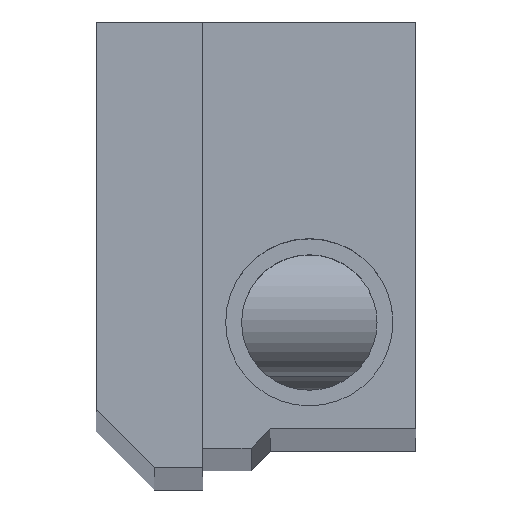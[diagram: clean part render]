
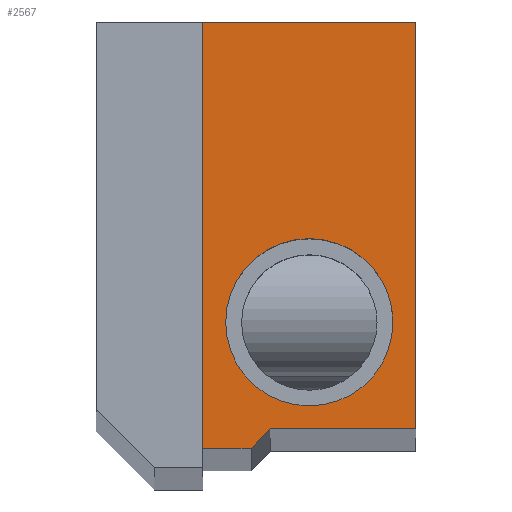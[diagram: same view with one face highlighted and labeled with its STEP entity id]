
A CAD part, top view. The second image highlights one B-rep face of the part: STEP entity #2567.
In plain terms, the highlighted planar face has unit normal (0, 0, 1).
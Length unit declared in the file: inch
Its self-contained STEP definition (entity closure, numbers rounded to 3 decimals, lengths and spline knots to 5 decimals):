
#172=FACE_BOUND('',#563,.T.);
#247=PLANE('',#2889);
#369=FACE_OUTER_BOUND('',#562,.T.);
#562=EDGE_LOOP('',(#2072,#2073,#2074,#2075,#2076,#2077));
#563=EDGE_LOOP('',(#2078));
#725=LINE('',#4023,#866);
#770=LINE('',#4276,#911);
#774=LINE('',#4284,#915);
#777=LINE('',#4289,#918);
#779=LINE('',#4293,#920);
#782=LINE('',#4298,#923);
#866=VECTOR('',#3164,0.3937);
#911=VECTOR('',#3455,0.3937);
#915=VECTOR('',#3461,0.3937);
#918=VECTOR('',#3466,0.3937);
#920=VECTOR('',#3470,0.3937);
#923=VECTOR('',#3475,0.3937);
#1009=CIRCLE('',#2755,0.27);
#1203=VERTEX_POINT('',#4007);
#1207=VERTEX_POINT('',#4021);
#1208=VERTEX_POINT('',#4022);
#1292=VERTEX_POINT('',#4274);
#1293=VERTEX_POINT('',#4275);
#1296=VERTEX_POINT('',#4283);
#1298=VERTEX_POINT('',#4292);
#1436=EDGE_CURVE('',#1203,#1203,#1009,.T.);
#1442=EDGE_CURVE('',#1207,#1208,#725,.T.);
#1568=EDGE_CURVE('',#1292,#1293,#770,.T.);
#1572=EDGE_CURVE('',#1293,#1296,#774,.T.);
#1575=EDGE_CURVE('',#1296,#1207,#777,.T.);
#1577=EDGE_CURVE('',#1208,#1298,#779,.T.);
#1580=EDGE_CURVE('',#1298,#1292,#782,.T.);
#2072=ORIENTED_EDGE('',*,*,#1568,.F.);
#2073=ORIENTED_EDGE('',*,*,#1580,.F.);
#2074=ORIENTED_EDGE('',*,*,#1577,.F.);
#2075=ORIENTED_EDGE('',*,*,#1442,.F.);
#2076=ORIENTED_EDGE('',*,*,#1575,.F.);
#2077=ORIENTED_EDGE('',*,*,#1572,.F.);
#2078=ORIENTED_EDGE('',*,*,#1436,.T.);
#2567=ADVANCED_FACE('',(#369,#172),#247,.T.);
#2755=AXIS2_PLACEMENT_3D('',#4009,#3148,#3149);
#2889=AXIS2_PLACEMENT_3D('',#4300,#3477,#3478);
#3148=DIRECTION('center_axis',(0.,0.,-1.));
#3149=DIRECTION('ref_axis',(1.,0.,0.));
#3164=DIRECTION('',(0.,-1.,0.));
#3455=DIRECTION('',(-1.,0.,0.));
#3461=DIRECTION('',(0.,1.,0.));
#3466=DIRECTION('',(1.,0.,0.));
#3470=DIRECTION('',(-1.,0.,0.));
#3475=DIRECTION('',(-0.707,-0.707,0.));
#3477=DIRECTION('center_axis',(0.,0.,1.));
#3478=DIRECTION('ref_axis',(1.,0.,0.));
#4007=CARTESIAN_POINT('',(0.043,0.03125,42.));
#4009=CARTESIAN_POINT('Origin',(0.313,0.03125,42.));
#4021=CARTESIAN_POINT('',(0.65675,1.,42.));
#4022=CARTESIAN_POINT('',(0.65675,-0.3125,42.));
#4023=CARTESIAN_POINT('',(0.65675,1.,42.));
#4274=CARTESIAN_POINT('',(0.125,-0.375,42.));
#4275=CARTESIAN_POINT('',(-0.03125,-0.375,42.));
#4276=CARTESIAN_POINT('',(0.125,-0.375,42.));
#4283=CARTESIAN_POINT('',(-0.03125,1.,42.));
#4284=CARTESIAN_POINT('',(-0.03125,-0.375,42.));
#4289=CARTESIAN_POINT('',(-0.03125,1.,42.));
#4292=CARTESIAN_POINT('',(0.1875,-0.3125,42.));
#4293=CARTESIAN_POINT('',(0.65675,-0.3125,42.));
#4298=CARTESIAN_POINT('',(0.1875,-0.3125,42.));
#4300=CARTESIAN_POINT('Origin',(0.3065,0.32602,42.));
